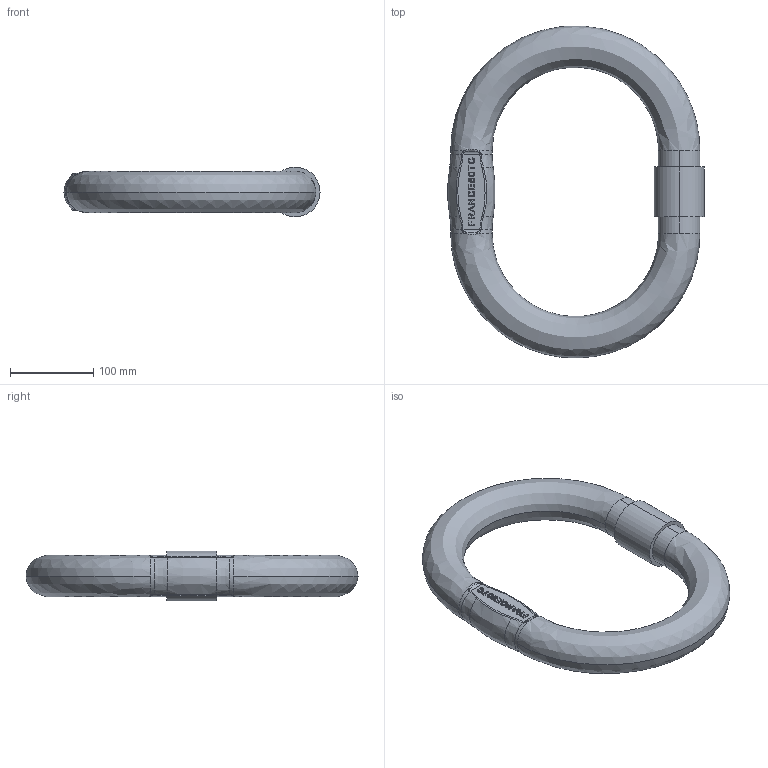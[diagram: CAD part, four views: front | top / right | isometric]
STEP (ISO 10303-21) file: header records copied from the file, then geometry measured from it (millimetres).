
FILE_DESCRIPTION(('STEP AP214'),'1');
FILE_NAME('ms50j.stp','2018-02-28T09:11:18',('TraceParts'),('TraceParts S.A.'),'Spatial InterOp 3D',' ',' ');
FILE_SCHEMA(('automotive_design'));
Length unit declared in the file: millimetre
Products named in the file (1): ms50j
Bounding box: 308.24 x 399.69 x 60 mm (x, y, z)
Volume: 1999814.1 mm3; surface area: 160216 mm2
Topology: 1 solids, 1 shells, 319 faces, 832 edges, 544 vertices
Faces by surface type: plane 172, bspline 127, cylinder 20
Entity records: 19524 total; most frequent: CARTESIAN_POINT 9944, ORIENTED_EDGE 1664, DIRECTION 1044, EDGE_CURVE 832, VERTEX_POINT 544, LINE 522, VECTOR 522, EDGE_LOOP 350
